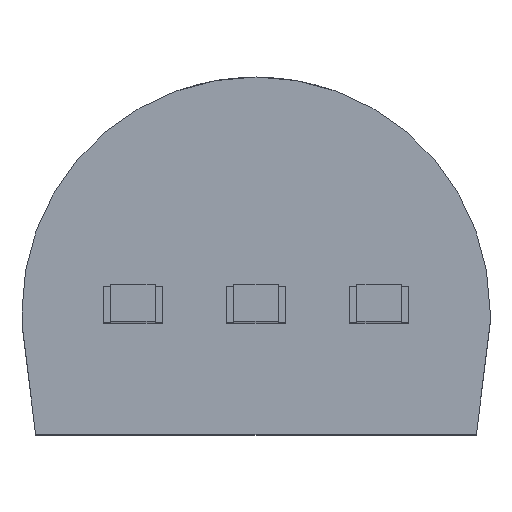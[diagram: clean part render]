
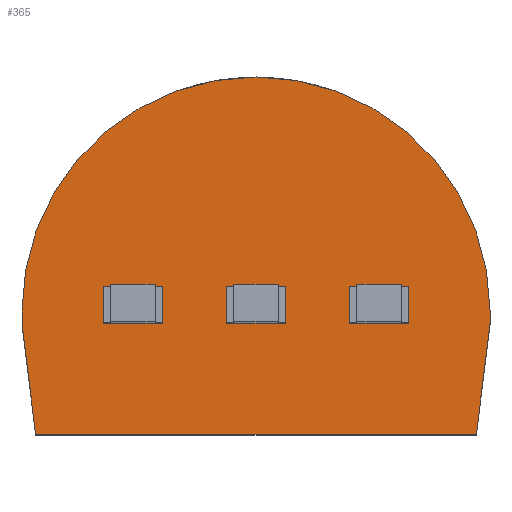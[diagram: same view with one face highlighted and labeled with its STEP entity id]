
A CAD part, top view. The second image highlights one B-rep face of the part: STEP entity #365.
In plain terms, the highlighted planar face has unit normal (0, 0, 1).
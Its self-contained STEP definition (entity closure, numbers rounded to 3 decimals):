
#52=DIRECTION('',(-1.,0.,0.));
#53=VECTOR('',#52,4.545);
#54=CARTESIAN_POINT('',(2.273,-1.14,2.415));
#55=LINE('',#54,#53);
#151=DIRECTION('',(0.,1.,0.));
#152=VECTOR('',#151,0.13);
#153=CARTESIAN_POINT('',(-2.413,0.,2.415));
#154=LINE('',#153,#152);
#158=CARTESIAN_POINT('',(0.,0.13,2.415));
#159=DIRECTION('',(0.,0.,1.));
#160=DIRECTION('',(1.,0.,0.));
#161=AXIS2_PLACEMENT_3D('',#158,#159,#160);
#166=DIRECTION('',(-0.122,0.993,0.));
#167=VECTOR('',#166,1.149);
#168=CARTESIAN_POINT('',(-2.273,-1.14,2.415));
#169=LINE('',#168,#167);
#180=DIRECTION('',(0.,1.,0.));
#181=VECTOR('',#180,0.13);
#182=CARTESIAN_POINT('',(2.413,0.,2.415));
#183=LINE('',#182,#181);
#216=DIRECTION('',(0.122,0.993,0.));
#217=VECTOR('',#216,1.149);
#218=CARTESIAN_POINT('',(2.273,-1.14,2.415));
#219=LINE('',#218,#217);
#253=CARTESIAN_POINT('',(2.413,0.13,2.415));
#254=CARTESIAN_POINT('',(-2.413,0.13,2.415));
#255=VERTEX_POINT('',#253);
#256=VERTEX_POINT('',#254);
#261=CARTESIAN_POINT('',(-2.273,-1.14,2.415));
#263=VERTEX_POINT('',#261);
#265=CARTESIAN_POINT('',(2.273,-1.14,2.415));
#266=VERTEX_POINT('',#265);
#269=CARTESIAN_POINT('',(-2.413,0.,2.415));
#271=VERTEX_POINT('',#269);
#273=CARTESIAN_POINT('',(2.413,0.,2.415));
#275=VERTEX_POINT('',#273);
#350=CARTESIAN_POINT('',(-2.413,0.,2.415));
#351=DIRECTION('',(0.,0.,1.));
#352=DIRECTION('',(1.,0.,0.));
#353=AXIS2_PLACEMENT_3D('',#350,#351,#352);
#354=PLANE('',#353);
#355=ORIENTED_EDGE('',*,*,#321,.T.);
#356=ORIENTED_EDGE('',*,*,#334,.F.);
#358=ORIENTED_EDGE('',*,*,#357,.F.);
#360=ORIENTED_EDGE('',*,*,#359,.F.);
#361=ORIENTED_EDGE('',*,*,#290,.T.);
#362=ORIENTED_EDGE('',*,*,#306,.T.);
#363=EDGE_LOOP('',(#355,#356,#358,#360,#361,#362));
#364=FACE_OUTER_BOUND('',#363,.F.);
#365=ADVANCED_FACE('',(#364),#354,.T.);
#162=CIRCLE('',#161,2.413);
#290=EDGE_CURVE('',#266,#263,#55,.T.);
#306=EDGE_CURVE('',#263,#271,#169,.T.);
#321=EDGE_CURVE('',#271,#256,#154,.T.);
#334=EDGE_CURVE('',#255,#256,#162,.T.);
#357=EDGE_CURVE('',#275,#255,#183,.T.);
#359=EDGE_CURVE('',#266,#275,#219,.T.);
